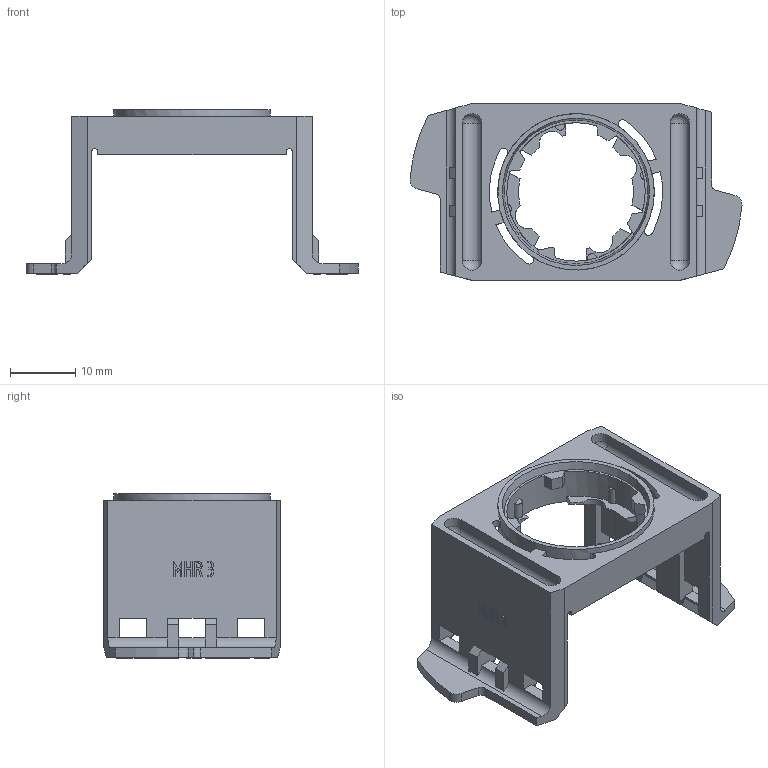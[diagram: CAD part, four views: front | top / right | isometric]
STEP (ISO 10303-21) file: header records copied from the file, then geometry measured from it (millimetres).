
FILE_DESCRIPTION(/* description */ (''),/* implementation_level */ '2;1');
FILE_NAME(/* name */ 'MHR_3_ipt.stp',/* time_stamp */ '2017-03-30T08:45:13+02:00',/* author */ ('thagel'),/* organization */ (''),/* preprocessor_version */ 'ST-DEVELOPER v16.1',/* originating_system */ 'Autodesk Inventor 2016',/* authorisation */ '');
FILE_SCHEMA (('AUTOMOTIVE_DESIGN { 1 0 10303 214 3 1 1 }'));
Length unit declared in the file: centimetre
Products named in the file (1): MHR_3_ipt
Bounding box: 50.83 x 27 x 25.15 mm (x, y, z)
Volume: 4804.1 mm3; surface area: 6573.9 mm2
Topology: 1 solids, 1 shells, 382 faces, 1098 edges, 708 vertices
Faces by surface type: plane 276, cylinder 88, cone 9, torus 5, sphere 4
Full cylindrical faces by diameter (mm): 21.2 x1, 23.8 x1, 23.95 x1
Entity records: 12465 total; most frequent: CARTESIAN_POINT 2324, ORIENTED_EDGE 2164, DIRECTION 2069, EDGE_CURVE 1082, LINE 813, VECTOR 813, VERTEX_POINT 705, AXIS2_PLACEMENT_3D 628
